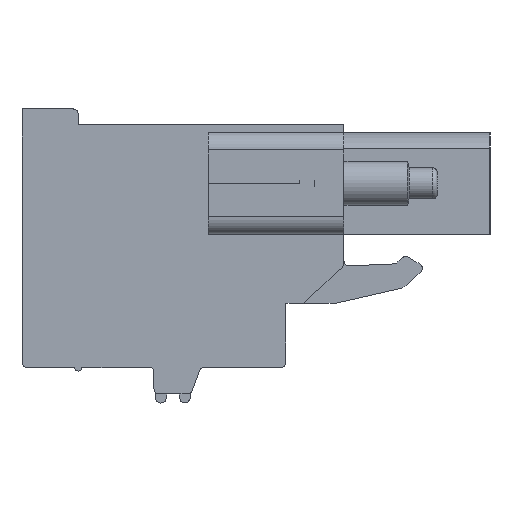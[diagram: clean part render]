
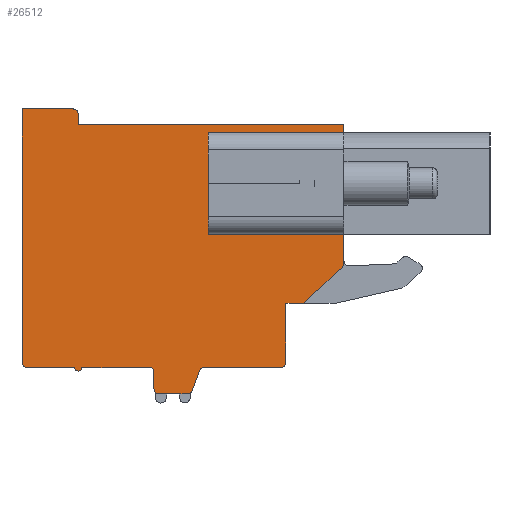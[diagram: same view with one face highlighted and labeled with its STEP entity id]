
A CAD part, left-side view. The second image highlights one B-rep face of the part: STEP entity #26512.
In plain terms, the highlighted planar face has unit normal (-1, 0, 0).
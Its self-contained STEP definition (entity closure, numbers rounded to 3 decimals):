
#4622=DIRECTION('',(0.,1.,0.));
#4623=VECTOR('',#4622,6.1);
#4624=CARTESIAN_POINT('',(-122.54,-4.06,0.73));
#4625=LINE('',#4624,#4623);
#4626=DIRECTION('',(0.,1.,0.));
#4627=VECTOR('',#4626,6.1);
#4628=CARTESIAN_POINT('',(-122.54,-4.06,6.53));
#4629=LINE('',#4628,#4627);
#4630=DIRECTION('',(0.,0.,-1.));
#4631=VECTOR('',#4630,7.87);
#4632=CARTESIAN_POINT('',(-122.54,-5.66,6.96));
#4633=LINE('',#4632,#4631);
#4634=CARTESIAN_POINT('',(-122.54,-5.36,-0.91));
#4635=DIRECTION('',(1.,0.,0.));
#4636=DIRECTION('',(0.,-1.,0.));
#4637=AXIS2_PLACEMENT_3D('',#4634,#4635,#4636);
#4639=DIRECTION('',(0.,0.731,-0.683));
#4640=VECTOR('',#4639,3.018);
#4641=CARTESIAN_POINT('',(-122.54,-5.565,-1.129));
#4642=LINE('',#4641,#4640);
#4643=DIRECTION('',(0.,1.,0.));
#4644=VECTOR('',#4643,1.);
#4645=CARTESIAN_POINT('',(-122.54,-3.36,-3.19));
#4646=LINE('',#4645,#4644);
#4647=DIRECTION('',(0.,0.,-1.));
#4648=VECTOR('',#4647,3.35);
#4649=CARTESIAN_POINT('',(-122.54,-2.36,-3.19));
#4650=LINE('',#4649,#4648);
#4651=CARTESIAN_POINT('',(-122.54,-2.06,-6.54));
#4652=DIRECTION('',(1.,0.,0.));
#4653=DIRECTION('',(0.,-1.,0.));
#4654=AXIS2_PLACEMENT_3D('',#4651,#4652,#4653);
#4656=DIRECTION('',(0.,1.,0.));
#4657=VECTOR('',#4656,4.34);
#4658=CARTESIAN_POINT('',(-122.54,-2.06,-6.84));
#4659=LINE('',#4658,#4657);
#4660=CARTESIAN_POINT('',(-122.54,2.28,-7.14));
#4661=DIRECTION('',(-1.,0.,0.));
#4662=DIRECTION('',(0.,0.,1.));
#4663=AXIS2_PLACEMENT_3D('',#4660,#4661,#4662);
#4665=DIRECTION('',(0.,0.345,-0.939));
#4666=VECTOR('',#4665,1.179);
#4667=CARTESIAN_POINT('',(-122.54,2.562,-7.037));
#4668=LINE('',#4667,#4666);
#4669=CARTESIAN_POINT('',(-122.54,3.25,-8.04));
#4670=DIRECTION('',(1.,0.,0.));
#4671=DIRECTION('',(0.,-0.939,-0.345));
#4672=AXIS2_PLACEMENT_3D('',#4669,#4670,#4671);
#4674=DIRECTION('',(0.,1.,0.));
#4675=VECTOR('',#4674,1.59);
#4676=CARTESIAN_POINT('',(-122.54,3.25,-8.34));
#4677=LINE('',#4676,#4675);
#4678=CARTESIAN_POINT('',(-122.54,4.84,-8.04));
#4679=DIRECTION('',(1.,0.,0.));
#4680=DIRECTION('',(0.,0.,-1.));
#4681=AXIS2_PLACEMENT_3D('',#4678,#4679,#4680);
#4683=DIRECTION('',(0.,0.,1.));
#4684=VECTOR('',#4683,1.);
#4685=CARTESIAN_POINT('',(-122.54,5.14,-8.04));
#4686=LINE('',#4685,#4684);
#4687=CARTESIAN_POINT('',(-122.54,5.34,-7.04));
#4688=DIRECTION('',(-1.,0.,0.));
#4689=DIRECTION('',(0.,-1.,0.));
#4690=AXIS2_PLACEMENT_3D('',#4687,#4688,#4689);
#4692=DIRECTION('',(0.,1.,0.));
#4693=VECTOR('',#4692,3.9);
#4694=CARTESIAN_POINT('',(-122.54,5.34,-6.84));
#4695=LINE('',#4694,#4693);
#4696=CARTESIAN_POINT('',(-122.54,9.44,-6.84));
#4697=DIRECTION('',(1.,0.,0.));
#4698=DIRECTION('',(0.,-1.,0.));
#4699=AXIS2_PLACEMENT_3D('',#4696,#4697,#4698);
#4701=DIRECTION('',(0.,1.,0.));
#4702=VECTOR('',#4701,2.7);
#4703=CARTESIAN_POINT('',(-122.54,9.64,-6.84));
#4704=LINE('',#4703,#4702);
#4705=CARTESIAN_POINT('',(-122.54,12.34,-6.54));
#4706=DIRECTION('',(1.,0.,0.));
#4707=DIRECTION('',(0.,0.,-1.));
#4708=AXIS2_PLACEMENT_3D('',#4705,#4706,#4707);
#4710=DIRECTION('',(0.,0.,1.));
#4711=VECTOR('',#4710,14.4);
#4712=CARTESIAN_POINT('',(-122.54,12.64,-6.54));
#4713=LINE('',#4712,#4711);
#4714=DIRECTION('',(0.,-1.,0.));
#4715=VECTOR('',#4714,2.9);
#4716=CARTESIAN_POINT('',(-122.54,12.64,7.86));
#4717=LINE('',#4716,#4715);
#4718=CARTESIAN_POINT('',(-122.54,9.74,7.56));
#4719=DIRECTION('',(1.,0.,0.));
#4720=DIRECTION('',(0.,0.,1.));
#4721=AXIS2_PLACEMENT_3D('',#4718,#4719,#4720);
#4723=DIRECTION('',(0.,0.,-1.));
#4724=VECTOR('',#4723,0.6);
#4725=CARTESIAN_POINT('',(-122.54,9.44,7.56));
#4726=LINE('',#4725,#4724);
#4727=DIRECTION('',(0.,-1.,0.));
#4728=VECTOR('',#4727,15.1);
#4729=CARTESIAN_POINT('',(-122.54,9.44,6.96));
#4730=LINE('',#4729,#4728);
#4782=DIRECTION('',(0.,0.,1.));
#4783=VECTOR('',#4782,5.8);
#4784=CARTESIAN_POINT('',(-122.54,2.04,0.73));
#4785=LINE('',#4784,#4783);
#4887=DIRECTION('',(0.,0.,1.));
#4888=VECTOR('',#4887,5.8);
#4889=CARTESIAN_POINT('',(-122.54,-4.06,0.73));
#4890=LINE('',#4889,#4888);
#15197=CARTESIAN_POINT('',(-122.54,9.44,6.96));
#15198=CARTESIAN_POINT('',(-122.54,-5.66,6.96));
#15199=VERTEX_POINT('',#15197);
#15200=VERTEX_POINT('',#15198);
#15201=CARTESIAN_POINT('',(-122.54,-5.66,-0.91));
#15202=CARTESIAN_POINT('',(-122.54,-5.565,-1.129));
#15203=VERTEX_POINT('',#15201);
#15204=VERTEX_POINT('',#15202);
#15205=CARTESIAN_POINT('',(-122.54,-3.36,-3.19));
#15206=VERTEX_POINT('',#15205);
#15207=CARTESIAN_POINT('',(-122.54,-2.36,-3.19));
#15208=VERTEX_POINT('',#15207);
#15209=CARTESIAN_POINT('',(-122.54,-2.36,-6.54));
#15210=VERTEX_POINT('',#15209);
#15211=CARTESIAN_POINT('',(-122.54,-2.06,-6.84));
#15212=VERTEX_POINT('',#15211);
#15213=CARTESIAN_POINT('',(-122.54,2.28,-6.84));
#15214=VERTEX_POINT('',#15213);
#15215=CARTESIAN_POINT('',(-122.54,2.562,-7.037));
#15216=VERTEX_POINT('',#15215);
#15217=CARTESIAN_POINT('',(-122.54,2.968,-8.143));
#15218=VERTEX_POINT('',#15217);
#15219=CARTESIAN_POINT('',(-122.54,3.25,-8.34));
#15220=VERTEX_POINT('',#15219);
#15221=CARTESIAN_POINT('',(-122.54,4.84,-8.34));
#15222=VERTEX_POINT('',#15221);
#15223=CARTESIAN_POINT('',(-122.54,5.14,-8.04));
#15224=VERTEX_POINT('',#15223);
#15225=CARTESIAN_POINT('',(-122.54,5.14,-7.04));
#15226=VERTEX_POINT('',#15225);
#15227=CARTESIAN_POINT('',(-122.54,5.34,-6.84));
#15228=VERTEX_POINT('',#15227);
#15229=CARTESIAN_POINT('',(-122.54,9.24,-6.84));
#15230=VERTEX_POINT('',#15229);
#15231=CARTESIAN_POINT('',(-122.54,9.64,-6.84));
#15232=VERTEX_POINT('',#15231);
#15233=CARTESIAN_POINT('',(-122.54,12.34,-6.84));
#15234=VERTEX_POINT('',#15233);
#15235=CARTESIAN_POINT('',(-122.54,12.64,-6.54));
#15236=VERTEX_POINT('',#15235);
#15237=CARTESIAN_POINT('',(-122.54,12.64,7.86));
#15238=VERTEX_POINT('',#15237);
#15239=CARTESIAN_POINT('',(-122.54,9.74,7.86));
#15240=VERTEX_POINT('',#15239);
#15241=CARTESIAN_POINT('',(-122.54,9.44,7.56));
#15242=VERTEX_POINT('',#15241);
#19751=CARTESIAN_POINT('',(-122.54,2.04,0.73));
#19752=CARTESIAN_POINT('',(-122.54,2.04,6.53));
#19753=VERTEX_POINT('',#19751);
#19754=VERTEX_POINT('',#19752);
#19787=CARTESIAN_POINT('',(-122.54,-4.06,0.73));
#19788=CARTESIAN_POINT('',(-122.54,-4.06,6.53));
#19789=VERTEX_POINT('',#19787);
#19790=VERTEX_POINT('',#19788);
#26450=CARTESIAN_POINT('',(-122.54,0.,0.));
#26451=DIRECTION('',(1.,0.,0.));
#26452=DIRECTION('',(0.,-1.,0.));
#26453=AXIS2_PLACEMENT_3D('',#26450,#26451,#26452);
#26454=PLANE('',#26453);
#26455=ORIENTED_EDGE('',*,*,#20039,.T.);
#26457=ORIENTED_EDGE('',*,*,#26456,.T.);
#26459=ORIENTED_EDGE('',*,*,#26458,.T.);
#26461=ORIENTED_EDGE('',*,*,#26460,.T.);
#26463=ORIENTED_EDGE('',*,*,#26462,.T.);
#26465=ORIENTED_EDGE('',*,*,#26464,.T.);
#26467=ORIENTED_EDGE('',*,*,#26466,.T.);
#26469=ORIENTED_EDGE('',*,*,#26468,.T.);
#26471=ORIENTED_EDGE('',*,*,#26470,.T.);
#26473=ORIENTED_EDGE('',*,*,#26472,.T.);
#26475=ORIENTED_EDGE('',*,*,#26474,.T.);
#26477=ORIENTED_EDGE('',*,*,#26476,.T.);
#26479=ORIENTED_EDGE('',*,*,#26478,.T.);
#26481=ORIENTED_EDGE('',*,*,#26480,.T.);
#26483=ORIENTED_EDGE('',*,*,#26482,.T.);
#26485=ORIENTED_EDGE('',*,*,#26484,.T.);
#26487=ORIENTED_EDGE('',*,*,#26486,.T.);
#26489=ORIENTED_EDGE('',*,*,#26488,.T.);
#26491=ORIENTED_EDGE('',*,*,#26490,.T.);
#26493=ORIENTED_EDGE('',*,*,#26492,.T.);
#26495=ORIENTED_EDGE('',*,*,#26494,.T.);
#26497=ORIENTED_EDGE('',*,*,#26496,.T.);
#26499=ORIENTED_EDGE('',*,*,#26498,.T.);
#26500=EDGE_LOOP('',(#26455,#26457,#26459,#26461,#26463,#26465,#26467,#26469,
#26471,#26473,#26475,#26477,#26479,#26481,#26483,#26485,#26487,#26489,#26491,
#26493,#26495,#26497,#26499));
#26501=FACE_OUTER_BOUND('',#26500,.F.);
#26503=ORIENTED_EDGE('',*,*,#26502,.F.);
#26505=ORIENTED_EDGE('',*,*,#26504,.T.);
#26507=ORIENTED_EDGE('',*,*,#26506,.T.);
#26509=ORIENTED_EDGE('',*,*,#26508,.F.);
#26510=EDGE_LOOP('',(#26503,#26505,#26507,#26509));
#26511=FACE_BOUND('',#26510,.F.);
#26512=ADVANCED_FACE('',(#26501,#26511),#26454,.F.);
#4638=CIRCLE('',#4637,0.3);
#4655=CIRCLE('',#4654,0.3);
#4664=CIRCLE('',#4663,0.3);
#4673=CIRCLE('',#4672,0.3);
#4682=CIRCLE('',#4681,0.3);
#4691=CIRCLE('',#4690,0.2);
#4700=CIRCLE('',#4699,0.2);
#4709=CIRCLE('',#4708,0.3);
#4722=CIRCLE('',#4721,0.3);
#20039=EDGE_CURVE('',#15200,#15203,#4633,.T.);
#26456=EDGE_CURVE('',#15203,#15204,#4638,.T.);
#26458=EDGE_CURVE('',#15204,#15206,#4642,.T.);
#26460=EDGE_CURVE('',#15206,#15208,#4646,.T.);
#26462=EDGE_CURVE('',#15208,#15210,#4650,.T.);
#26464=EDGE_CURVE('',#15210,#15212,#4655,.T.);
#26466=EDGE_CURVE('',#15212,#15214,#4659,.T.);
#26468=EDGE_CURVE('',#15214,#15216,#4664,.T.);
#26470=EDGE_CURVE('',#15216,#15218,#4668,.T.);
#26472=EDGE_CURVE('',#15218,#15220,#4673,.T.);
#26474=EDGE_CURVE('',#15220,#15222,#4677,.T.);
#26476=EDGE_CURVE('',#15222,#15224,#4682,.T.);
#26478=EDGE_CURVE('',#15224,#15226,#4686,.T.);
#26480=EDGE_CURVE('',#15226,#15228,#4691,.T.);
#26482=EDGE_CURVE('',#15228,#15230,#4695,.T.);
#26484=EDGE_CURVE('',#15230,#15232,#4700,.T.);
#26486=EDGE_CURVE('',#15232,#15234,#4704,.T.);
#26488=EDGE_CURVE('',#15234,#15236,#4709,.T.);
#26490=EDGE_CURVE('',#15236,#15238,#4713,.T.);
#26492=EDGE_CURVE('',#15238,#15240,#4717,.T.);
#26494=EDGE_CURVE('',#15240,#15242,#4722,.T.);
#26496=EDGE_CURVE('',#15242,#15199,#4726,.T.);
#26498=EDGE_CURVE('',#15199,#15200,#4730,.T.);
#26502=EDGE_CURVE('',#19789,#19753,#4625,.T.);
#26504=EDGE_CURVE('',#19789,#19790,#4890,.T.);
#26506=EDGE_CURVE('',#19790,#19754,#4629,.T.);
#26508=EDGE_CURVE('',#19753,#19754,#4785,.T.);
